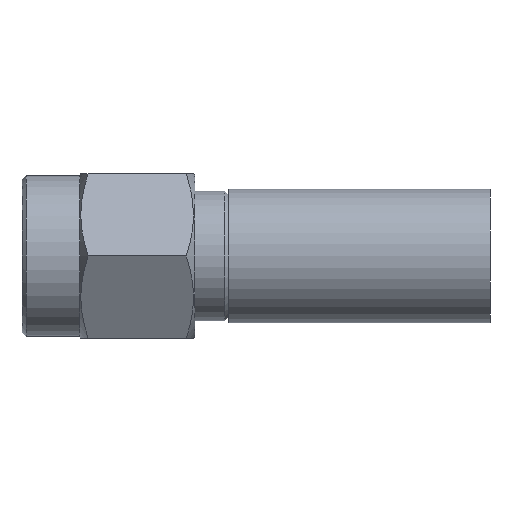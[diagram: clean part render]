
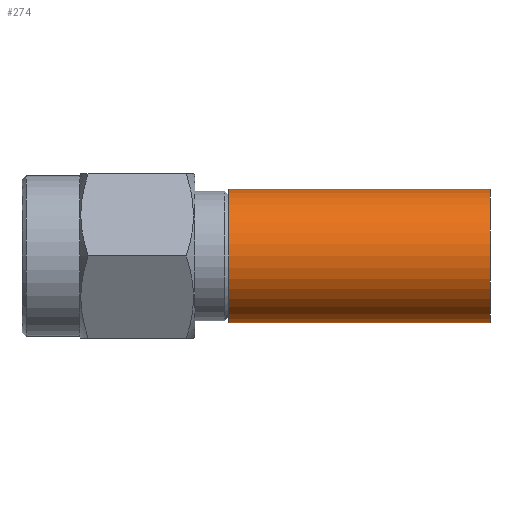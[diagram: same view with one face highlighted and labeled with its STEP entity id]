
A CAD part, front view. The second image highlights one B-rep face of the part: STEP entity #274.
In plain terms, the highlighted cylindrical face has radius 3.25 mm (diameter 6.5 mm), a partial arc.
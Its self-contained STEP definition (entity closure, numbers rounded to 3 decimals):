
#120 = EDGE_CURVE ( 'NONE', #794, #1404, #2065, .T. ) ;
#137 = AXIS2_PLACEMENT_3D ( 'NONE', #821, #793, #915 ) ;
#177 = AXIS2_PLACEMENT_3D ( 'NONE', #583, #594, #604 ) ;
#244 = CARTESIAN_POINT ( 'NONE',  ( -1.705, 0., 3.25 ) ) ;
#274 = ADVANCED_FACE ( 'NONE', ( #870 ), #2039, .T. ) ;
#341 = ORIENTED_EDGE ( 'NONE', *, *, #120, .T. ) ;
#342 = ORIENTED_EDGE ( 'NONE', *, *, #598, .F. ) ;
#452 = DIRECTION ( 'NONE',  ( -1., 0., 0. ) ) ;
#454 = CARTESIAN_POINT ( 'NONE',  ( 22.75, 0., 3.25 ) ) ;
#489 = VERTEX_POINT ( 'NONE', #1359 ) ;
#548 = CIRCLE ( 'NONE', #137, 3.25 ) ;
#560 = VECTOR ( 'NONE', #610, 1000. ) ;
#583 = CARTESIAN_POINT ( 'NONE',  ( 22.75, 0., 0. ) ) ;
#594 = DIRECTION ( 'NONE',  ( -1., 0., 0. ) ) ;
#598 = EDGE_CURVE ( 'NONE', #489, #777, #1233, .T. ) ;
#604 = DIRECTION ( 'NONE',  ( 0., 0., 1. ) ) ;
#610 = DIRECTION ( 'NONE',  ( -1., 0., 0. ) ) ;
#634 = CIRCLE ( 'NONE', #177, 3.25 ) ;
#777 = VERTEX_POINT ( 'NONE', #2018 ) ;
#793 = DIRECTION ( 'NONE',  ( -1., 0., 0. ) ) ;
#794 = VERTEX_POINT ( 'NONE', #454 ) ;
#821 = CARTESIAN_POINT ( 'NONE',  ( 10.05, 0., 0. ) ) ;
#870 = FACE_OUTER_BOUND ( 'NONE', #1561, .T. ) ;
#915 = DIRECTION ( 'NONE',  ( 0., 0., 1. ) ) ;
#1014 = DIRECTION ( 'NONE',  ( -1., 0., 0. ) ) ;
#1143 = ORIENTED_EDGE ( 'NONE', *, *, #1152, .T. ) ;
#1152 = EDGE_CURVE ( 'NONE', #489, #794, #634, .T. ) ;
#1227 = CARTESIAN_POINT ( 'NONE',  ( 10.05, 0., 3.25 ) ) ;
#1233 = LINE ( 'NONE', #1925, #1583 ) ;
#1359 = CARTESIAN_POINT ( 'NONE',  ( 22.75, 0., -3.25 ) ) ;
#1404 = VERTEX_POINT ( 'NONE', #1227 ) ;
#1406 = DIRECTION ( 'NONE',  ( 0., 0., 1. ) ) ;
#1550 = CARTESIAN_POINT ( 'NONE',  ( -1.705, 0., 0. ) ) ;
#1561 = EDGE_LOOP ( 'NONE', ( #342, #1143, #341, #1797 ) ) ;
#1583 = VECTOR ( 'NONE', #1014, 1000. ) ;
#1755 = EDGE_CURVE ( 'NONE', #777, #1404, #548, .T. ) ;
#1797 = ORIENTED_EDGE ( 'NONE', *, *, #1755, .F. ) ;
#1861 = AXIS2_PLACEMENT_3D ( 'NONE', #1550, #452, #1406 ) ;
#1925 = CARTESIAN_POINT ( 'NONE',  ( -1.705, 0., -3.25 ) ) ;
#2018 = CARTESIAN_POINT ( 'NONE',  ( 10.05, 0., -3.25 ) ) ;
#2039 = CYLINDRICAL_SURFACE ( 'NONE', #1861, 3.25 ) ;
#2065 = LINE ( 'NONE', #244, #560 ) ;
